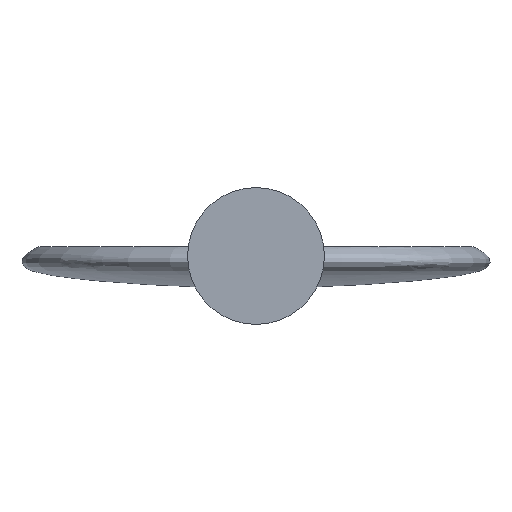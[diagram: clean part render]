
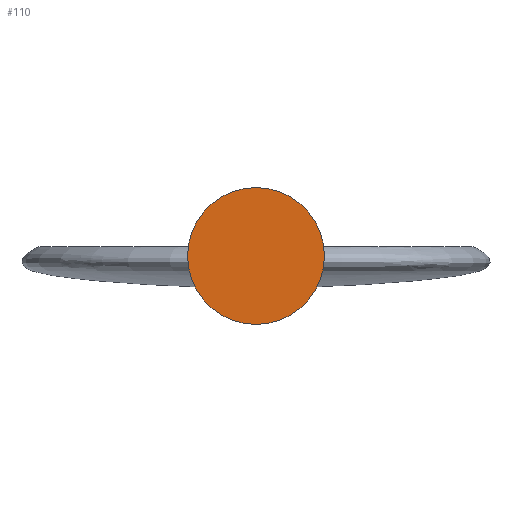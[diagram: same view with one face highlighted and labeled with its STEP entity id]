
A CAD part, top view. The second image highlights one B-rep face of the part: STEP entity #110.
In plain terms, the highlighted planar face has unit normal (0, 0, 1).
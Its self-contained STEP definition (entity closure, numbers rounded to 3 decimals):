
#36=FACE_OUTER_BOUND('',#44,.T.);
#44=EDGE_LOOP('',(#86));
#51=CIRCLE('',#133,12.);
#59=VERTEX_POINT('',#239);
#70=EDGE_CURVE('',#59,#59,#51,.T.);
#86=ORIENTED_EDGE('',*,*,#70,.T.);
#107=PLANE('',#134);
#110=ADVANCED_FACE('',(#36),#107,.T.);
#133=AXIS2_PLACEMENT_3D('',#241,#153,#154);
#134=AXIS2_PLACEMENT_3D('',#242,#155,#156);
#153=DIRECTION('center_axis',(0.,0.,1.));
#154=DIRECTION('ref_axis',(1.,0.,0.));
#155=DIRECTION('center_axis',(0.,0.,1.));
#156=DIRECTION('ref_axis',(1.,0.,0.));
#239=CARTESIAN_POINT('',(-12.,0.,41.15));
#241=CARTESIAN_POINT('Origin',(0.,0.,41.15));
#242=CARTESIAN_POINT('Origin',(0.,0.,41.15));
